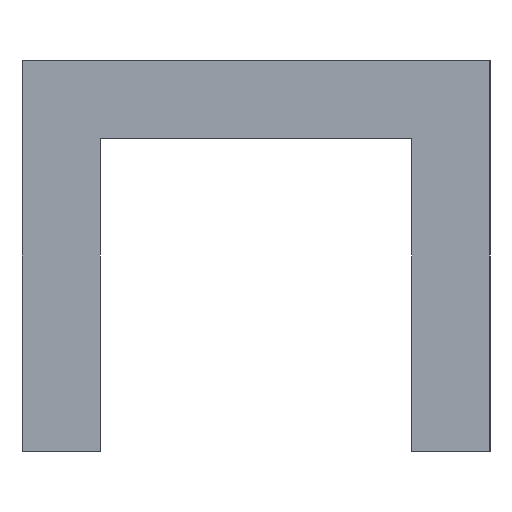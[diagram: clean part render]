
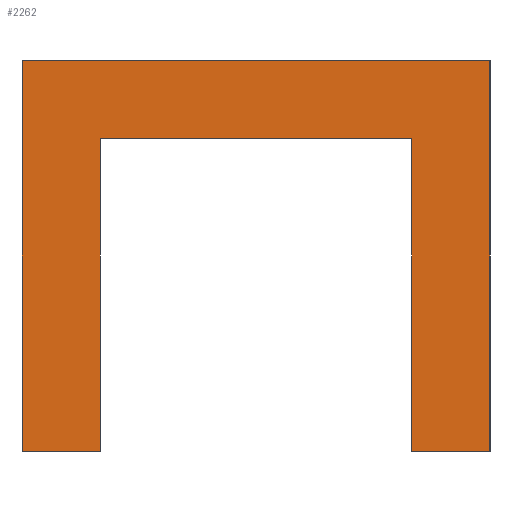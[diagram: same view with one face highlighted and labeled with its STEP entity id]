
A CAD part, left-side view. The second image highlights one B-rep face of the part: STEP entity #2262.
In plain terms, the highlighted planar face has unit normal (-1, 0, 0).
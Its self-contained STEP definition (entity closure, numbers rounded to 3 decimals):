
#67=PLANE('',#2328);
#190=FACE_OUTER_BOUND('',#323,.T.);
#323=EDGE_LOOP('',(#2029,#2030,#2031,#2032,#2033,#2034,#2035,#2036));
#500=LINE('',#4469,#691);
#504=LINE('',#4482,#695);
#505=LINE('',#4484,#696);
#506=LINE('',#4486,#697);
#507=LINE('',#4488,#698);
#508=LINE('',#4490,#699);
#509=LINE('',#4491,#700);
#510=LINE('',#4492,#701);
#691=VECTOR('',#2583,10.);
#695=VECTOR('',#2597,10.);
#696=VECTOR('',#2598,10.);
#697=VECTOR('',#2599,10.);
#698=VECTOR('',#2600,10.);
#699=VECTOR('',#2601,10.);
#700=VECTOR('',#2602,10.);
#701=VECTOR('',#2603,10.);
#1063=VERTEX_POINT('',#4467);
#1064=VERTEX_POINT('',#4468);
#1067=VERTEX_POINT('',#4480);
#1068=VERTEX_POINT('',#4481);
#1069=VERTEX_POINT('',#4483);
#1070=VERTEX_POINT('',#4485);
#1071=VERTEX_POINT('',#4487);
#1072=VERTEX_POINT('',#4489);
#1388=EDGE_CURVE('',#1063,#1064,#500,.T.);
#1392=EDGE_CURVE('',#1067,#1068,#504,.T.);
#1393=EDGE_CURVE('',#1069,#1067,#505,.T.);
#1394=EDGE_CURVE('',#1070,#1069,#506,.T.);
#1395=EDGE_CURVE('',#1071,#1070,#507,.T.);
#1396=EDGE_CURVE('',#1072,#1071,#508,.T.);
#1397=EDGE_CURVE('',#1064,#1072,#509,.T.);
#1398=EDGE_CURVE('',#1068,#1063,#510,.T.);
#2029=ORIENTED_EDGE('',*,*,#1392,.F.);
#2030=ORIENTED_EDGE('',*,*,#1393,.F.);
#2031=ORIENTED_EDGE('',*,*,#1394,.F.);
#2032=ORIENTED_EDGE('',*,*,#1395,.F.);
#2033=ORIENTED_EDGE('',*,*,#1396,.F.);
#2034=ORIENTED_EDGE('',*,*,#1397,.F.);
#2035=ORIENTED_EDGE('',*,*,#1388,.F.);
#2036=ORIENTED_EDGE('',*,*,#1398,.F.);
#2262=ADVANCED_FACE('',(#190),#67,.F.);
#2328=AXIS2_PLACEMENT_3D('',#4479,#2595,#2596);
#2583=DIRECTION('',(0.,-1.,0.));
#2595=DIRECTION('center_axis',(1.,0.,0.));
#2596=DIRECTION('ref_axis',(0.,0.,-1.));
#2597=DIRECTION('',(0.,1.,0.));
#2598=DIRECTION('',(0.,0.,-1.));
#2599=DIRECTION('',(0.,1.,0.));
#2600=DIRECTION('',(0.,0.,1.));
#2601=DIRECTION('',(0.,1.,0.));
#2602=DIRECTION('',(0.,0.,-1.));
#2603=DIRECTION('',(0.,0.,1.));
#4467=CARTESIAN_POINT('',(120.5,-84.5,360.5));
#4468=CARTESIAN_POINT('',(120.5,-114.5,360.5));
#4469=CARTESIAN_POINT('',(120.5,-107.,360.5));
#4479=CARTESIAN_POINT('Origin',(120.5,-99.5,348.));
#4480=CARTESIAN_POINT('',(120.5,-89.5,335.5));
#4481=CARTESIAN_POINT('',(120.5,-84.5,335.5));
#4482=CARTESIAN_POINT('',(120.5,-92.,335.5));
#4483=CARTESIAN_POINT('',(120.5,-89.5,355.5));
#4484=CARTESIAN_POINT('',(120.5,-89.5,341.75));
#4485=CARTESIAN_POINT('',(120.5,-109.5,355.5));
#4486=CARTESIAN_POINT('',(120.5,-94.5,355.5));
#4487=CARTESIAN_POINT('',(120.5,-109.5,335.5));
#4488=CARTESIAN_POINT('',(120.5,-109.5,351.75));
#4489=CARTESIAN_POINT('',(120.5,-114.5,335.5));
#4490=CARTESIAN_POINT('',(120.5,-104.5,335.5));
#4491=CARTESIAN_POINT('',(120.5,-114.5,341.75));
#4492=CARTESIAN_POINT('',(120.5,-84.5,354.25));
